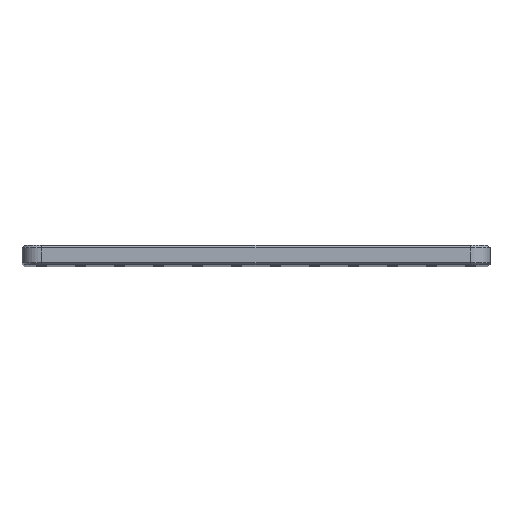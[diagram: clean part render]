
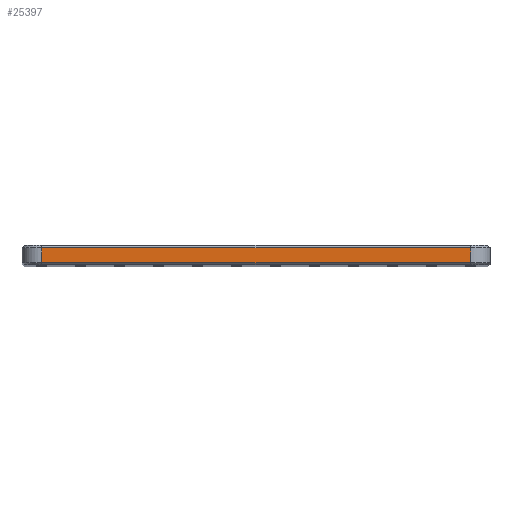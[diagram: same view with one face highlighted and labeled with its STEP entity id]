
A CAD part, top view. The second image highlights one B-rep face of the part: STEP entity #25397.
In plain terms, the highlighted planar face has unit normal (0, 0, 1).
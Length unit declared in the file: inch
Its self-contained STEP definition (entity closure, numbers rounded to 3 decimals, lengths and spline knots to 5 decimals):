
#3051=DIRECTION('',(-1.,0.,0.));
#3052=VECTOR('',#3051,11.);
#3053=CARTESIAN_POINT('',(11.5,0.06,0.));
#3054=LINE('',#3053,#3052);
#3059=DIRECTION('',(0.,-1.,0.));
#3060=VECTOR('',#3059,0.38);
#3061=CARTESIAN_POINT('',(0.5,0.44,0.));
#3062=LINE('',#3061,#3060);
#3083=DIRECTION('',(0.,1.,0.));
#3084=VECTOR('',#3083,0.38);
#3085=CARTESIAN_POINT('',(11.5,0.06,0.));
#3086=LINE('',#3085,#3084);
#3104=DIRECTION('',(1.,0.,0.));
#3105=VECTOR('',#3104,11.);
#3106=CARTESIAN_POINT('',(0.5,0.44,0.));
#3107=LINE('',#3106,#3105);
#21143=CARTESIAN_POINT('',(0.5,0.06,0.));
#21144=VERTEX_POINT('',#21143);
#21145=CARTESIAN_POINT('',(11.5,0.06,0.));
#21146=VERTEX_POINT('',#21145);
#21147=CARTESIAN_POINT('',(0.5,0.44,0.));
#21148=VERTEX_POINT('',#21147);
#21149=CARTESIAN_POINT('',(11.5,0.44,0.));
#21150=VERTEX_POINT('',#21149);
#25383=CARTESIAN_POINT('',(6.,0.25,0.));
#25384=DIRECTION('',(0.,0.,1.));
#25385=DIRECTION('',(-1.,0.,0.));
#25386=AXIS2_PLACEMENT_3D('',#25383,#25384,#25385);
#25387=PLANE('',#25386);
#25389=ORIENTED_EDGE('',*,*,#25388,.F.);
#25391=ORIENTED_EDGE('',*,*,#25390,.T.);
#25393=ORIENTED_EDGE('',*,*,#25392,.F.);
#25394=ORIENTED_EDGE('',*,*,#25368,.T.);
#25395=EDGE_LOOP('',(#25389,#25391,#25393,#25394));
#25396=FACE_OUTER_BOUND('',#25395,.F.);
#25368=EDGE_CURVE('',#21146,#21144,#3054,.T.);
#25388=EDGE_CURVE('',#21148,#21144,#3062,.T.);
#25390=EDGE_CURVE('',#21148,#21150,#3107,.T.);
#25392=EDGE_CURVE('',#21146,#21150,#3086,.T.);
#25397=ADVANCED_FACE('',(#25396),#25387,.T.);
